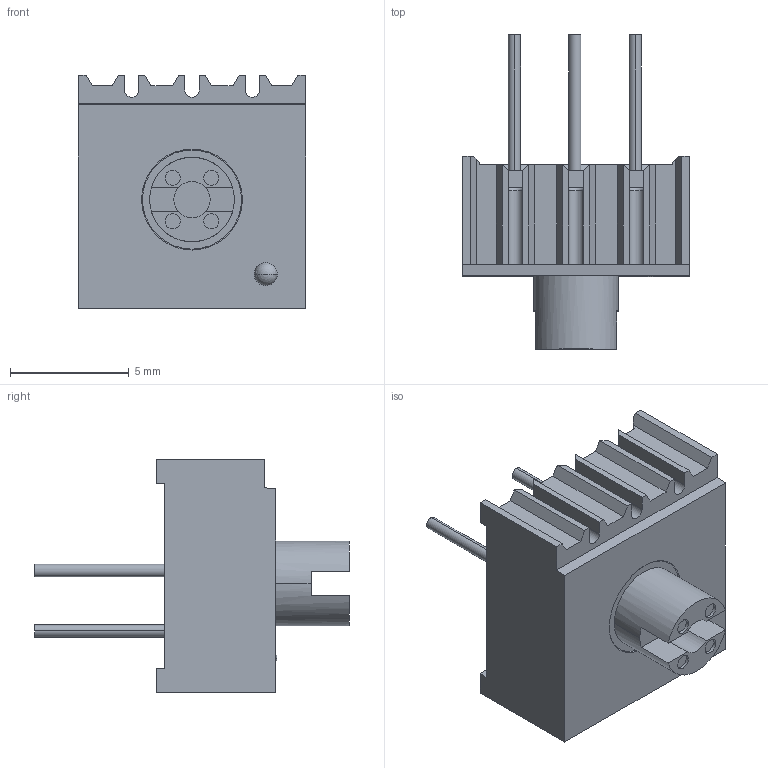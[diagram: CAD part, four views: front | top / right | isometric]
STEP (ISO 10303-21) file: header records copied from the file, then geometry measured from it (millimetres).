
FILE_DESCRIPTION((''),'2;1');
FILE_NAME('72PE_ASM','2022-06-24T10:08:36',('avery.harrell'),(''),'CREO PARAMETRIC BY PTC INC, 2018400','CREO PARAMETRIC BY PTC INC, 2018400','');
FILE_SCHEMA(('CONFIG_CONTROL_DESIGN'));
Length unit declared in the file: inch
Products named in the file (14): 72-303-1D; 72-315B; 82-204A; 72-319A_ASM; 34-1003A; 67-121; 67_TERM; 67_CERMET; 67-122L_ASM; 72P_1AND3_PIN; 72P_2_PIN; 72-309_ASM; 72_EPOXY; 72PE_ASM
Assembly tree (14 placements, depth 4):
  72PE_ASM
    72-303-1D
    72-319A_ASM
      72-315B
      82-204A
    34-1003A
    72-309_ASM
      67-122L_ASM
        67-121
        67_TERM
        67_CERMET
      72P_1AND3_PIN  x2
      72P_2_PIN
    72_EPOXY
Bounding box: 9.55 x 13.21 x 9.8 mm (x, y, z)
Volume: 568.3 mm3; surface area: 1211.2 mm2
Topology: 33 solids, 33 shells, 458 faces, 1029 edges, 643 vertices
Faces by surface type: plane 229, cylinder 170, torus 53, cone 4, sphere 2
Entity records: 12859 total; most frequent: DIRECTION 2341, CARTESIAN_POINT 2246, ORIENTED_EDGE 2006, EDGE_CURVE 1003, AXIS2_PLACEMENT_3D 879, VERTEX_POINT 631, VECTOR 583, LINE 583
